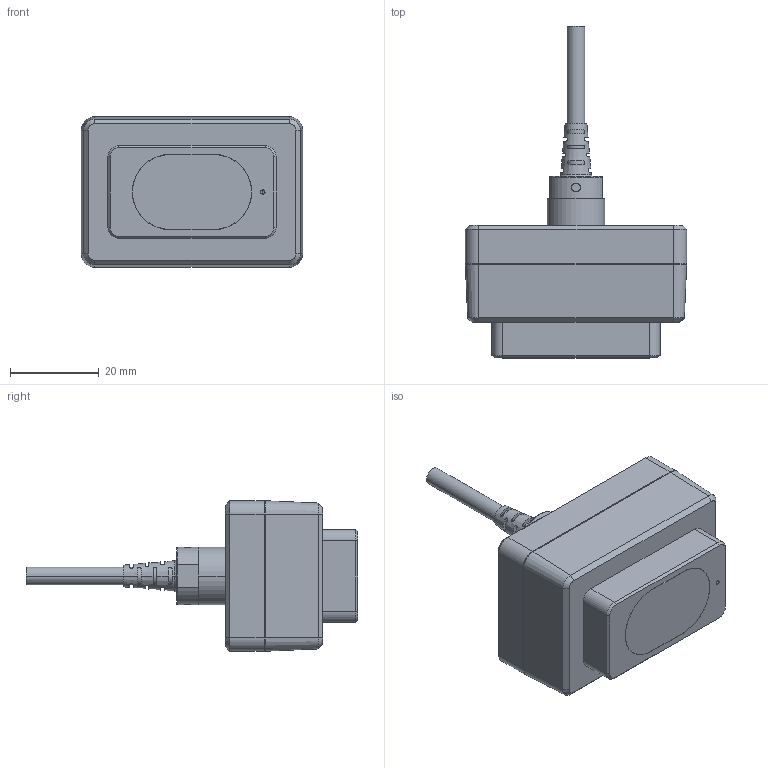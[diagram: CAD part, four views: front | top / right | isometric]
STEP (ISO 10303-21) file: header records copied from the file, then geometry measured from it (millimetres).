
FILE_DESCRIPTION((''),'2;1');
FILE_NAME('ALL-001_ASM','2020-08-12T',('BW'),(''),'CREO PARAMETRIC BY PTC INC, 2015380','CREO PARAMETRIC BY PTC INC, 2015380','');
FILE_SCHEMA(('CONFIG_CONTROL_DESIGN'));
Length unit declared in the file: millimetre
Products named in the file (6): 001-FANGHUQIANKE; 002-MIANBAN; BACK; 盄擢ㄗ湍SRㄘ; M2X6潑帣湍菜赻馴隊; ALL-001_ASM
Assembly tree (8 placements, depth 2):
  ALL-001_ASM
    001-FANGHUQIANKE
    002-MIANBAN
    BACK
    盄擢ㄗ湍SRㄘ
    M2X6潑帣湍菜赻馴隊  x4
Bounding box: 50 x 75 x 34 mm (x, y, z)
Volume: 44538.2 mm3; surface area: 16174.2 mm2
Topology: 8 solids, 10 shells, 529 faces, 1316 edges, 854 vertices
Faces by surface type: plane 249, cylinder 208, cone 44, torus 20, sphere 8
Entity records: 14583 total; most frequent: CARTESIAN_POINT 3301, DIRECTION 2430, ORIENTED_EDGE 2264, EDGE_CURVE 1132, AXIS2_PLACEMENT_3D 919, VERTEX_POINT 734, VECTOR 592, LINE 592
